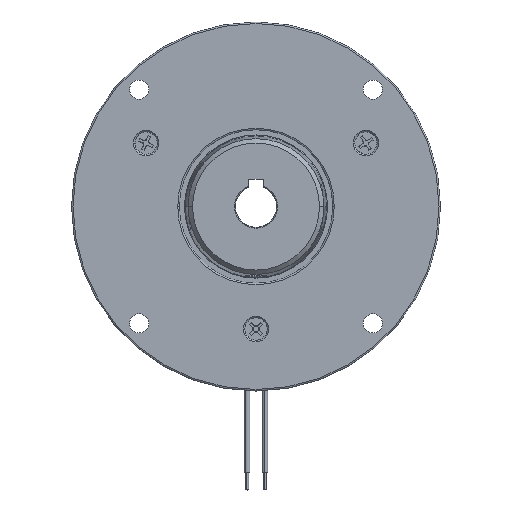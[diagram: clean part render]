
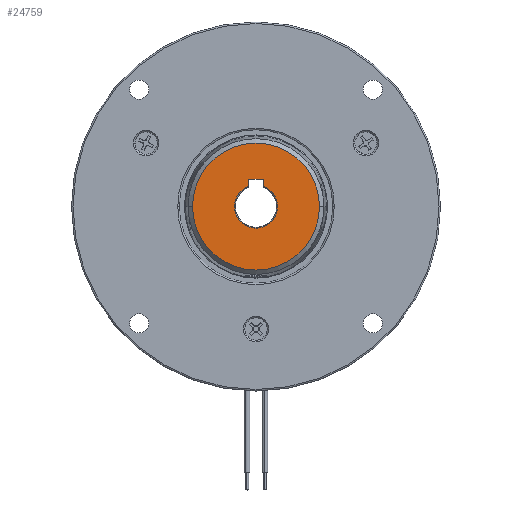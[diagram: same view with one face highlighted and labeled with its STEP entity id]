
A CAD part, top view. The second image highlights one B-rep face of the part: STEP entity #24759.
In plain terms, the highlighted face is planar.
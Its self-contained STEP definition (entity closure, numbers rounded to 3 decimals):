
#151 = ORIENTED_EDGE ( 'NONE', *, *, #13698, .T. ) ;
#450 = DIRECTION ( 'NONE',  ( 0., 0., -1. ) ) ;
#494 = CARTESIAN_POINT ( 'NONE',  ( 2.5, 6.859, -25. ) ) ;
#607 = DIRECTION ( 'NONE',  ( 0., 0., 1. ) ) ;
#752 = LINE ( 'NONE', #5085, #24615 ) ;
#1078 = CARTESIAN_POINT ( 'NONE',  ( 0., 0., -25. ) ) ;
#1099 = EDGE_CURVE ( 'NONE', #25769, #15511, #19472, .T. ) ;
#1356 = ORIENTED_EDGE ( 'NONE', *, *, #20198, .T. ) ;
#2061 = VERTEX_POINT ( 'NONE', #21544 ) ;
#2527 = CIRCLE ( 'NONE', #8362, 21.5 ) ;
#2538 = CARTESIAN_POINT ( 'NONE',  ( -2.5, 6.538, -25. ) ) ;
#2680 = VERTEX_POINT ( 'NONE', #494 ) ;
#2782 = CARTESIAN_POINT ( 'NONE',  ( 2.5, 9.3, -25. ) ) ;
#2935 = CARTESIAN_POINT ( 'NONE',  ( -2.5, 9.3, -25. ) ) ;
#3462 = DIRECTION ( 'NONE',  ( 1., 0., 0. ) ) ;
#3716 = FACE_OUTER_BOUND ( 'NONE', #16418, .T. ) ;
#3945 = DIRECTION ( 'NONE',  ( 0., -1., 0. ) ) ;
#3973 = EDGE_CURVE ( 'NONE', #5315, #2680, #27148, .T. ) ;
#5007 = CARTESIAN_POINT ( 'NONE',  ( -7.3, 0., -25. ) ) ;
#5084 = CARTESIAN_POINT ( 'NONE',  ( 0., 0., -25. ) ) ;
#5085 = CARTESIAN_POINT ( 'NONE',  ( 2.5, 9.3, -25. ) ) ;
#5315 = VERTEX_POINT ( 'NONE', #2782 ) ;
#5406 = PLANE ( 'NONE',  #26214 ) ;
#5488 = EDGE_CURVE ( 'NONE', #25583, #5315, #752, .T. ) ;
#5549 = DIRECTION ( 'NONE',  ( 0., 0., 1. ) ) ;
#5967 = DIRECTION ( 'NONE',  ( 1., 0., 0. ) ) ;
#6037 = CIRCLE ( 'NONE', #24321, 21.5 ) ;
#6208 = ORIENTED_EDGE ( 'NONE', *, *, #11999, .F. ) ;
#6354 = DIRECTION ( 'NONE',  ( 0., 0., 1. ) ) ;
#7650 = AXIS2_PLACEMENT_3D ( 'NONE', #15017, #6354, #19062 ) ;
#8106 = CIRCLE ( 'NONE', #7650, 7.3 ) ;
#8262 = VERTEX_POINT ( 'NONE', #23233 ) ;
#8362 = AXIS2_PLACEMENT_3D ( 'NONE', #26163, #450, #17508 ) ;
#9412 = ORIENTED_EDGE ( 'NONE', *, *, #5488, .F. ) ;
#9740 = CARTESIAN_POINT ( 'NONE',  ( 21.5, 0., -25. ) ) ;
#9893 = DIRECTION ( 'NONE',  ( 1., 0., 0. ) ) ;
#11999 = EDGE_CURVE ( 'NONE', #25769, #25583, #21698, .T. ) ;
#12767 = DIRECTION ( 'NONE',  ( 0., 1., 0. ) ) ;
#13396 = CIRCLE ( 'NONE', #24080, 7.3 ) ;
#13698 = EDGE_CURVE ( 'NONE', #8262, #2680, #13396, .T. ) ;
#13990 = ORIENTED_EDGE ( 'NONE', *, *, #1099, .T. ) ;
#14096 = CARTESIAN_POINT ( 'NONE',  ( 0., 0., -25. ) ) ;
#15017 = CARTESIAN_POINT ( 'NONE',  ( 0., 0., -25. ) ) ;
#15477 = AXIS2_PLACEMENT_3D ( 'NONE', #5084, #607, #15855 ) ;
#15511 = VERTEX_POINT ( 'NONE', #5007 ) ;
#15855 = DIRECTION ( 'NONE',  ( 1., 0., 0. ) ) ;
#16418 = EDGE_LOOP ( 'NONE', ( #16866, #22181 ) ) ;
#16866 = ORIENTED_EDGE ( 'NONE', *, *, #24315, .T. ) ;
#17508 = DIRECTION ( 'NONE',  ( 1., 0., 0. ) ) ;
#18664 = VECTOR ( 'NONE', #12767, 1000. ) ;
#18806 = DIRECTION ( 'NONE',  ( 0., 0., 1. ) ) ;
#19062 = DIRECTION ( 'NONE',  ( 1., 0., 0. ) ) ;
#19472 = CIRCLE ( 'NONE', #15477, 7.3 ) ;
#19664 = CARTESIAN_POINT ( 'NONE',  ( -2.5, 6.859, -25. ) ) ;
#20198 = EDGE_CURVE ( 'NONE', #15511, #8262, #8106, .T. ) ;
#21403 = EDGE_CURVE ( 'NONE', #2061, #23616, #6037, .T. ) ;
#21544 = CARTESIAN_POINT ( 'NONE',  ( -21.5, 0., -25. ) ) ;
#21698 = LINE ( 'NONE', #2538, #18664 ) ;
#22181 = ORIENTED_EDGE ( 'NONE', *, *, #21403, .T. ) ;
#22621 = DIRECTION ( 'NONE',  ( 0., 0., -1. ) ) ;
#22851 = FACE_BOUND ( 'NONE', #27213, .T. ) ;
#23233 = CARTESIAN_POINT ( 'NONE',  ( 7.3, 0., -25. ) ) ;
#23616 = VERTEX_POINT ( 'NONE', #9740 ) ;
#24080 = AXIS2_PLACEMENT_3D ( 'NONE', #1078, #18806, #9893 ) ;
#24315 = EDGE_CURVE ( 'NONE', #23616, #2061, #2527, .T. ) ;
#24321 = AXIS2_PLACEMENT_3D ( 'NONE', #14096, #22621, #3462 ) ;
#24615 = VECTOR ( 'NONE', #26035, 1000. ) ;
#24759 = ADVANCED_FACE ( 'NONE', ( #22851, #3716 ), #5406, .F. ) ;
#25583 = VERTEX_POINT ( 'NONE', #2935 ) ;
#25624 = VECTOR ( 'NONE', #3945, 1000. ) ;
#25769 = VERTEX_POINT ( 'NONE', #19664 ) ;
#26035 = DIRECTION ( 'NONE',  ( 1., 0., 0. ) ) ;
#26118 = ORIENTED_EDGE ( 'NONE', *, *, #3973, .F. ) ;
#26163 = CARTESIAN_POINT ( 'NONE',  ( 0., 0., -25. ) ) ;
#26214 = AXIS2_PLACEMENT_3D ( 'NONE', #27195, #5549, #5967 ) ;
#27148 = LINE ( 'NONE', #27288, #25624 ) ;
#27195 = CARTESIAN_POINT ( 'NONE',  ( 0., 7., -25. ) ) ;
#27213 = EDGE_LOOP ( 'NONE', ( #9412, #6208, #13990, #1356, #151, #26118 ) ) ;
#27288 = CARTESIAN_POINT ( 'NONE',  ( 2.5, 6.538, -25. ) ) ;
